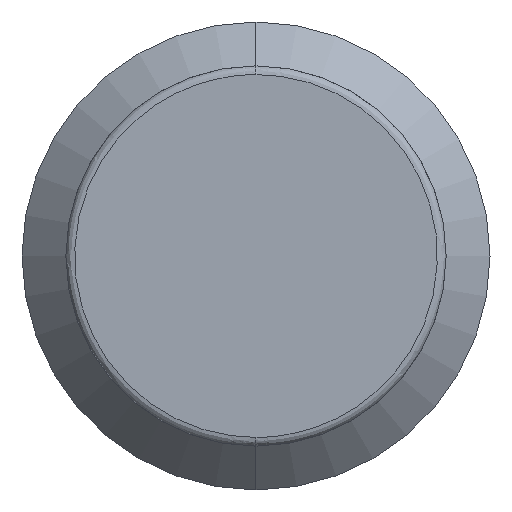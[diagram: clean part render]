
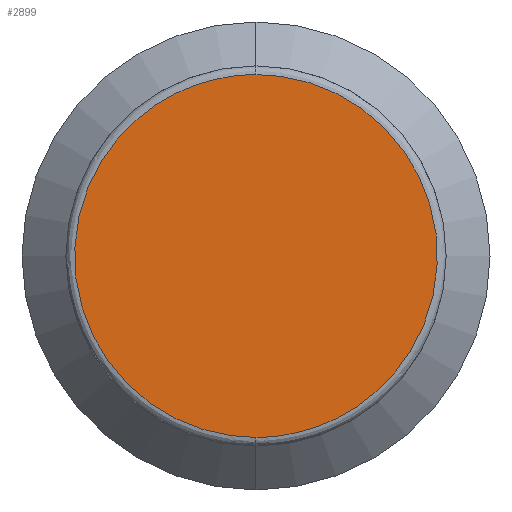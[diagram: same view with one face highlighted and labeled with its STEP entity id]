
A CAD part, left-side view. The second image highlights one B-rep face of the part: STEP entity #2899.
In plain terms, the highlighted planar face has unit normal (-1, 0, 0).
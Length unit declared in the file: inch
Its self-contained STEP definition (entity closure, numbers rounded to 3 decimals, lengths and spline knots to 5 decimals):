
#149 = CARTESIAN_POINT ( 'NONE',  ( -0.15748, 0., 0.12205 ) ) ;
#352 =( BOUNDED_CURVE ( )  B_SPLINE_CURVE ( 3, ( #1271, #2654, #1496, #575 ),
 .UNSPECIFIED., .F., .F. ) 
 B_SPLINE_CURVE_WITH_KNOTS ( ( 4, 4 ),
 ( 0.5, 1. ),
 .UNSPECIFIED. ) 
 CURVE ( )  GEOMETRIC_REPRESENTATION_ITEM ( )  RATIONAL_B_SPLINE_CURVE ( ( 1., 0.333, 0.333, 1. ) ) 
 REPRESENTATION_ITEM ( '' )  );
#357 = CARTESIAN_POINT ( 'NONE',  ( -0.15748, 0., -0.12205 ) ) ;
#449 = FACE_OUTER_BOUND ( 'NONE', #2583, .T. ) ;
#487 = EDGE_CURVE ( 'NONE', #1721, #753, #2972, .T. ) ;
#526 = ORIENTED_EDGE ( 'NONE', *, *, #487, .F. ) ;
#575 = CARTESIAN_POINT ( 'NONE',  ( -0.15748, 0., 0.12205 ) ) ;
#619 = CARTESIAN_POINT ( 'NONE',  ( -0.15748, 0., 0.12205 ) ) ;
#753 = VERTEX_POINT ( 'NONE', #2990 ) ;
#962 = PLANE ( 'NONE',  #1603 ) ;
#1239 = CARTESIAN_POINT ( 'NONE',  ( -0.15748, 0., 0. ) ) ;
#1257 = ORIENTED_EDGE ( 'NONE', *, *, #1706, .F. ) ;
#1271 = CARTESIAN_POINT ( 'NONE',  ( -0.15748, 0., -0.12205 ) ) ;
#1496 = CARTESIAN_POINT ( 'NONE',  ( -0.15748, 0.24409, 0.12205 ) ) ;
#1603 = AXIS2_PLACEMENT_3D ( 'NONE', #1239, #2387, #1663 ) ;
#1663 = DIRECTION ( 'NONE',  ( 0., 0., 1. ) ) ;
#1706 = EDGE_CURVE ( 'NONE', #753, #1721, #352, .T. ) ;
#1721 = VERTEX_POINT ( 'NONE', #149 ) ;
#2214 = CARTESIAN_POINT ( 'NONE',  ( -0.15748, -0.24409, -0.12205 ) ) ;
#2230 = CARTESIAN_POINT ( 'NONE',  ( -0.15748, -0.24409, 0.12205 ) ) ;
#2387 = DIRECTION ( 'NONE',  ( -1., 0., 0. ) ) ;
#2583 = EDGE_LOOP ( 'NONE', ( #526, #1257 ) ) ;
#2654 = CARTESIAN_POINT ( 'NONE',  ( -0.15748, 0.24409, -0.12205 ) ) ;
#2899 = ADVANCED_FACE ( 'NONE', ( #449 ), #962, .T. ) ;
#2972 =( BOUNDED_CURVE ( )  B_SPLINE_CURVE ( 3, ( #619, #2230, #2214, #357 ),
 .UNSPECIFIED., .F., .F. ) 
 B_SPLINE_CURVE_WITH_KNOTS ( ( 4, 4 ),
 ( 0., 0.5 ),
 .UNSPECIFIED. ) 
 CURVE ( )  GEOMETRIC_REPRESENTATION_ITEM ( )  RATIONAL_B_SPLINE_CURVE ( ( 1., 0.333, 0.333, 1. ) ) 
 REPRESENTATION_ITEM ( '' )  );
#2990 = CARTESIAN_POINT ( 'NONE',  ( -0.15748, 0., -0.12205 ) ) ;
